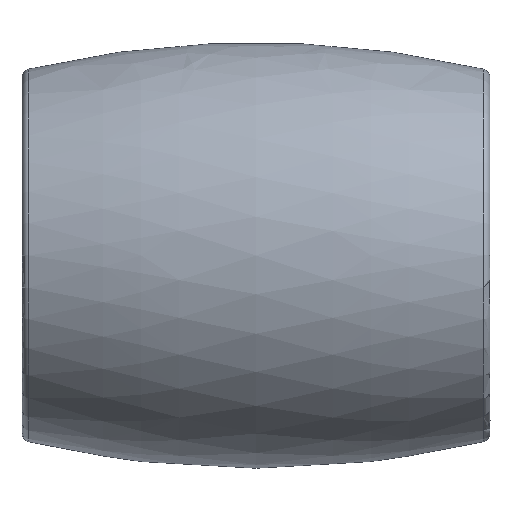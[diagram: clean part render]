
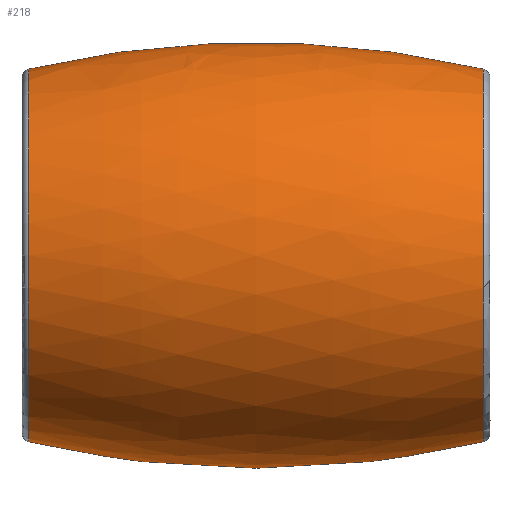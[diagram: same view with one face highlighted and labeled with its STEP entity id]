
A CAD part, front view. The second image highlights one B-rep face of the part: STEP entity #218.
In plain terms, the highlighted free-form (B-spline) face has degree [2, 2] with [3, 9] control points.
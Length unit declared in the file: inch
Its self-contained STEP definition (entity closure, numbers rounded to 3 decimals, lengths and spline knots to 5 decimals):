
#34=(
BOUNDED_SURFACE()
B_SPLINE_SURFACE(2,2,((#526,#527,#528,#529,#530,#531,#532,#533,#534),(#535,
#536,#537,#538,#539,#540,#541,#542,#543),(#544,#545,#546,#547,#548,#549,
#550,#551,#552)),.UNSPECIFIED.,.F.,.T.,.F.)
B_SPLINE_SURFACE_WITH_KNOTS((3,3),(3,2,2,2,3),(-0.23116,0.23116),
(-3.14159,-1.5708,0.,1.5708,3.14159),
 .UNSPECIFIED.)
GEOMETRIC_REPRESENTATION_ITEM()
RATIONAL_B_SPLINE_SURFACE(((1.,0.707,1.,0.707,1.,
0.707,1.,0.707,1.),(0.973,0.688,
0.973,0.688,0.973,0.688,0.973,
0.688,0.973),(1.,0.707,1.,0.707,
1.,0.707,1.,0.707,1.)))
REPRESENTATION_ITEM('')
SURFACE()
);
#37=FACE_OUTER_BOUND('',#47,.T.);
#47=EDGE_LOOP('',(#164,#165,#166,#167,#168,#169));
#60=CIRCLE('',#250,0.25862);
#61=CIRCLE('',#251,0.25862);
#63=CIRCLE('',#255,0.25862);
#64=CIRCLE('',#256,0.25862);
#69=CIRCLE('',#263,1.37795);
#89=VERTEX_POINT('',#371);
#90=VERTEX_POINT('',#373);
#93=VERTEX_POINT('',#511);
#94=VERTEX_POINT('',#512);
#115=EDGE_CURVE('',#90,#89,#60,.T.);
#116=EDGE_CURVE('',#89,#90,#61,.T.);
#120=EDGE_CURVE('',#93,#94,#63,.T.);
#121=EDGE_CURVE('',#94,#93,#64,.T.);
#128=EDGE_CURVE('',#89,#94,#69,.T.);
#164=ORIENTED_EDGE('',*,*,#115,.T.);
#165=ORIENTED_EDGE('',*,*,#128,.T.);
#166=ORIENTED_EDGE('',*,*,#121,.T.);
#167=ORIENTED_EDGE('',*,*,#120,.T.);
#168=ORIENTED_EDGE('',*,*,#128,.F.);
#169=ORIENTED_EDGE('',*,*,#116,.T.);
#218=ADVANCED_FACE('',(#37),#34,.F.);
#250=AXIS2_PLACEMENT_3D('',#374,#293,#294);
#251=AXIS2_PLACEMENT_3D('',#375,#295,#296);
#255=AXIS2_PLACEMENT_3D('',#513,#303,#304);
#256=AXIS2_PLACEMENT_3D('',#514,#305,#306);
#263=AXIS2_PLACEMENT_3D('',#553,#319,#320);
#293=DIRECTION('center_axis',(-1.,0.,0.));
#294=DIRECTION('ref_axis',(0.,-1.,0.));
#295=DIRECTION('center_axis',(-1.,0.,0.));
#296=DIRECTION('ref_axis',(0.,-1.,0.));
#303=DIRECTION('center_axis',(1.,0.,0.));
#304=DIRECTION('ref_axis',(0.,1.,0.));
#305=DIRECTION('center_axis',(1.,0.,0.));
#306=DIRECTION('ref_axis',(0.,1.,0.));
#319=DIRECTION('center_axis',(0.,-1.,0.));
#320=DIRECTION('ref_axis',(0.,0.,1.));
#371=CARTESIAN_POINT('',(0.3157,1.08268,0.25862));
#373=CARTESIAN_POINT('',(0.3157,1.3413,0.));
#374=CARTESIAN_POINT('Origin',(0.3157,1.08268,0.));
#375=CARTESIAN_POINT('Origin',(0.3157,1.08268,0.));
#511=CARTESIAN_POINT('',(-0.3157,1.3413,0.));
#512=CARTESIAN_POINT('',(-0.3157,1.08268,0.25862));
#513=CARTESIAN_POINT('Origin',(-0.3157,1.08268,0.));
#514=CARTESIAN_POINT('Origin',(-0.3157,1.08268,0.));
#526=CARTESIAN_POINT('Ctrl Pts',(-0.3157,1.08268,0.25862));
#527=CARTESIAN_POINT('Ctrl Pts',(-0.3157,0.82405,0.25862));
#528=CARTESIAN_POINT('Ctrl Pts',(-0.3157,0.82405,0.));
#529=CARTESIAN_POINT('Ctrl Pts',(-0.3157,0.82405,-0.25862));
#530=CARTESIAN_POINT('Ctrl Pts',(-0.3157,1.08268,-0.25862));
#531=CARTESIAN_POINT('Ctrl Pts',(-0.3157,1.3413,-0.25862));
#532=CARTESIAN_POINT('Ctrl Pts',(-0.3157,1.3413,0.));
#533=CARTESIAN_POINT('Ctrl Pts',(-0.3157,1.3413,0.25862));
#534=CARTESIAN_POINT('Ctrl Pts',(-0.3157,1.08268,0.25862));
#535=CARTESIAN_POINT('Ctrl Pts',(0.,1.08268,
0.33293));
#536=CARTESIAN_POINT('Ctrl Pts',(0.,0.74975,
0.33293));
#537=CARTESIAN_POINT('Ctrl Pts',(0.,0.74975,
0.));
#538=CARTESIAN_POINT('Ctrl Pts',(0.,0.74975,
-0.33293));
#539=CARTESIAN_POINT('Ctrl Pts',(0.,1.08268,
-0.33293));
#540=CARTESIAN_POINT('Ctrl Pts',(0.,1.41561,
-0.33293));
#541=CARTESIAN_POINT('Ctrl Pts',(0.,1.41561,
0.));
#542=CARTESIAN_POINT('Ctrl Pts',(0.,1.41561,
0.33293));
#543=CARTESIAN_POINT('Ctrl Pts',(0.,1.08268,
0.33293));
#544=CARTESIAN_POINT('Ctrl Pts',(0.3157,1.08268,0.25862));
#545=CARTESIAN_POINT('Ctrl Pts',(0.3157,0.82405,0.25862));
#546=CARTESIAN_POINT('Ctrl Pts',(0.3157,0.82405,0.));
#547=CARTESIAN_POINT('Ctrl Pts',(0.3157,0.82405,-0.25862));
#548=CARTESIAN_POINT('Ctrl Pts',(0.3157,1.08268,-0.25862));
#549=CARTESIAN_POINT('Ctrl Pts',(0.3157,1.3413,-0.25862));
#550=CARTESIAN_POINT('Ctrl Pts',(0.3157,1.3413,0.));
#551=CARTESIAN_POINT('Ctrl Pts',(0.3157,1.3413,0.25862));
#552=CARTESIAN_POINT('Ctrl Pts',(0.3157,1.08268,0.25862));
#553=CARTESIAN_POINT('Origin',(0.,1.08268,-1.08268));
